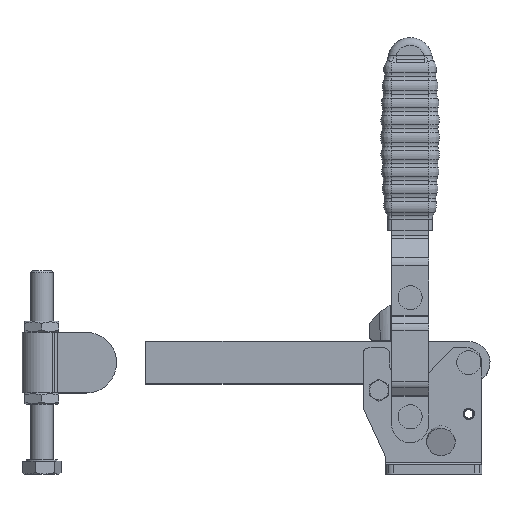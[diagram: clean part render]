
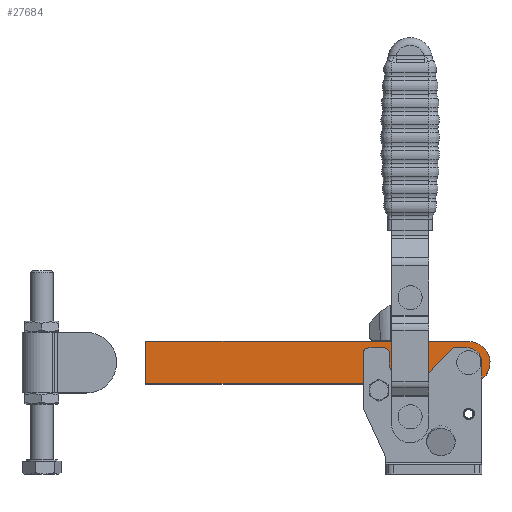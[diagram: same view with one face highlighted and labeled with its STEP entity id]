
A CAD part, top view. The second image highlights one B-rep face of the part: STEP entity #27684.
In plain terms, the highlighted planar face has unit normal (0, 0, 1).
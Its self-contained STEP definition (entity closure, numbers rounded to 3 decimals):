
#27444=CARTESIAN_POINT('',(27.,28.6,-5.));
#27445=VERTEX_POINT('',#27444);
#27454=CARTESIAN_POINT('',(35.,28.6,-5.));
#27455=VERTEX_POINT('',#27454);
#27456=CARTESIAN_POINT('',(31.,28.6,-5.));
#27457=DIRECTION('',(0.0,0.0,1.0));
#27458=DIRECTION('',(-1.0,0.0,0.0));
#27459=AXIS2_PLACEMENT_3D('',#27456,#27457,#27458);
#27460=CIRCLE('',#27459,4.0);
#27461=EDGE_CURVE('',#27445,#27455,#27460,.T.);
#27486=CARTESIAN_POINT('',(-3.5,28.6,-5.0));
#27487=VERTEX_POINT('',#27486);
#27496=CARTESIAN_POINT('',(4.5,28.6,-5.));
#27497=VERTEX_POINT('',#27496);
#27498=CARTESIAN_POINT('',(0.5,28.6,-5.0));
#27499=DIRECTION('',(0.0,0.0,1.0));
#27500=DIRECTION('',(-1.0,0.0,0.0));
#27501=AXIS2_PLACEMENT_3D('',#27498,#27499,#27500);
#27502=CIRCLE('',#27501,4.0);
#27503=EDGE_CURVE('',#27487,#27497,#27502,.T.);
#27530=CARTESIAN_POINT('',(38.955,20.645,-5.));
#27531=VERTEX_POINT('',#27530);
#27547=CARTESIAN_POINT('',(31.,39.85,-5.));
#27548=VERTEX_POINT('',#27547);
#27555=CARTESIAN_POINT('',(31.,28.6,-5.));
#27556=DIRECTION('',(0.,0.,-1.));
#27557=DIRECTION('',(0.707,0.707,0.));
#27558=AXIS2_PLACEMENT_3D('',#27555,#27556,#27557);
#27559=CIRCLE('',#27558,11.25);
#27560=EDGE_CURVE('',#27548,#27531,#27559,.T.);
#27625=CARTESIAN_POINT('',(42.25,17.35,-5.));
#27626=DIRECTION('',(0.0,0.0,1.0));
#27627=DIRECTION('',(0.0,-1.0,0.0));
#27628=AXIS2_PLACEMENT_3D('',#27625,#27626,#27627);
#27629=PLANE('',#27628);
#27630=ORIENTED_EDGE('',*,*,#27560,.F.);
#27631=CARTESIAN_POINT('',(-139.8,39.85,-5.));
#27632=VERTEX_POINT('',#27631);
#27633=CARTESIAN_POINT('',(31.,39.85,-5.));
#27634=DIRECTION('',(-1.0,0.0,0.0));
#27635=VECTOR('',#27634,170.8);
#27636=LINE('',#27633,#27635);
#27637=EDGE_CURVE('',#27548,#27632,#27636,.T.);
#27638=ORIENTED_EDGE('',*,*,#27637,.T.);
#27639=CARTESIAN_POINT('',(-139.8,17.35,-5.));
#27640=VERTEX_POINT('',#27639);
#27641=CARTESIAN_POINT('',(-139.8,17.35,-5.));
#27642=DIRECTION('',(0.0,1.0,0.0));
#27643=VECTOR('',#27642,22.5);
#27644=LINE('',#27641,#27643);
#27645=EDGE_CURVE('',#27640,#27632,#27644,.T.);
#27646=ORIENTED_EDGE('',*,*,#27645,.F.);
#27647=CARTESIAN_POINT('',(31.,17.35,-5.));
#27648=VERTEX_POINT('',#27647);
#27649=CARTESIAN_POINT('',(31.,17.35,-5.));
#27650=DIRECTION('',(-1.0,0.0,0.0));
#27651=VECTOR('',#27650,170.8);
#27652=LINE('',#27649,#27651);
#27653=EDGE_CURVE('',#27648,#27640,#27652,.T.);
#27654=ORIENTED_EDGE('',*,*,#27653,.F.);
#27655=CARTESIAN_POINT('',(31.,28.6,-5.));
#27656=DIRECTION('',(0.,0.,-1.));
#27657=DIRECTION('',(0.707,0.707,0.));
#27658=AXIS2_PLACEMENT_3D('',#27655,#27656,#27657);
#27659=CIRCLE('',#27658,11.25);
#27660=EDGE_CURVE('',#27531,#27648,#27659,.T.);
#27661=ORIENTED_EDGE('',*,*,#27660,.F.);
#27662=EDGE_LOOP('',(#27630,#27638,#27646,#27654,#27661));
#27663=FACE_OUTER_BOUND('',#27662,.T.);
#27664=CARTESIAN_POINT('',(31.,28.6,-5.));
#27665=DIRECTION('',(0.0,0.0,1.0));
#27666=DIRECTION('',(-1.0,0.0,0.0));
#27667=AXIS2_PLACEMENT_3D('',#27664,#27665,#27666);
#27668=CIRCLE('',#27667,4.0);
#27669=EDGE_CURVE('',#27455,#27445,#27668,.T.);
#27670=ORIENTED_EDGE('',*,*,#27669,.F.);
#27671=ORIENTED_EDGE('',*,*,#27461,.F.);
#27672=EDGE_LOOP('',(#27670,#27671));
#27673=FACE_BOUND('',#27672,.T.);
#27674=CARTESIAN_POINT('',(0.5,28.6,-5.0));
#27675=DIRECTION('',(0.0,0.0,1.0));
#27676=DIRECTION('',(-1.0,0.0,0.0));
#27677=AXIS2_PLACEMENT_3D('',#27674,#27675,#27676);
#27678=CIRCLE('',#27677,4.0);
#27679=EDGE_CURVE('',#27497,#27487,#27678,.T.);
#27680=ORIENTED_EDGE('',*,*,#27679,.F.);
#27681=ORIENTED_EDGE('',*,*,#27503,.F.);
#27682=EDGE_LOOP('',(#27680,#27681));
#27683=FACE_BOUND('',#27682,.T.);
#27684=ADVANCED_FACE('',(#27663,#27673,#27683),#27629,.T.);
